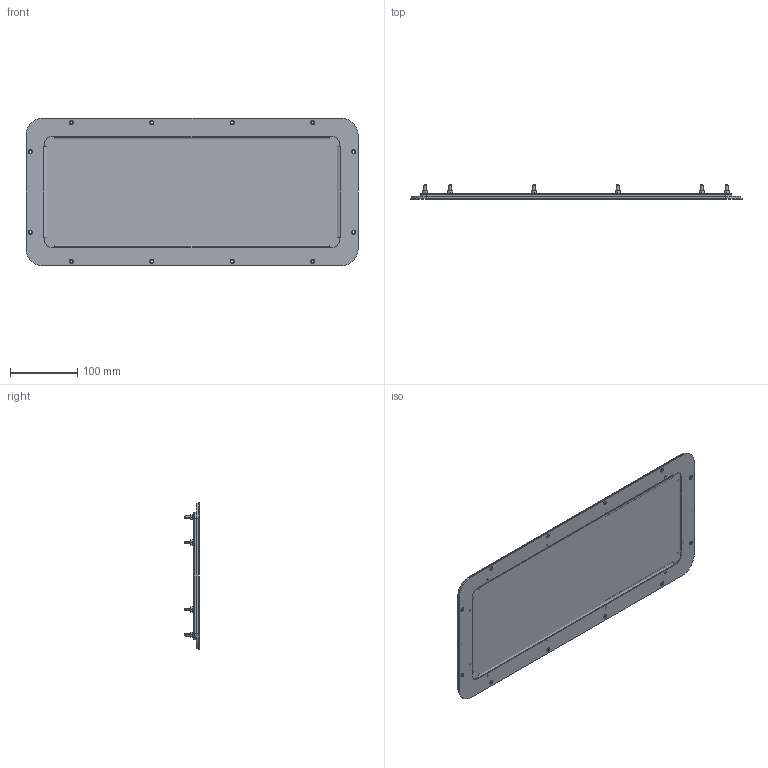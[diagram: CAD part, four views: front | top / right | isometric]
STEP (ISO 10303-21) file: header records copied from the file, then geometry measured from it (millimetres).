
FILE_DESCRIPTION(('STEP AP242'),'1');
FILE_NAME('nsytlgme.stp','2020-10-22T08:01:31',('TraceParts'),('TraceParts S.A.'),'Spatial InterOp 3D',' ',' ');
FILE_SCHEMA(('AP242_MANAGED_MODEL_BASED_3D_ENGINEERING_MIM_LF {1 0 10303 442 1 1 4}'));
Length unit declared in the file: millimetre
Products named in the file (1): nsytlgme_1
Bounding box: 495 x 21.5 x 220 mm (x, y, z)
Volume: 597327.3 mm3; surface area: 367399.8 mm2
Topology: 28 solids, 28 shells, 704 faces, 1724 edges, 1076 vertices
Faces by surface type: cylinder 360, plane 200, torus 96, cone 48
Entity records: 21143 total; most frequent: DIRECTION 4076, CARTESIAN_POINT 3508, ORIENTED_EDGE 3400, EDGE_CURVE 1700, AXIS2_PLACEMENT_3D 1644, VERTEX_POINT 1076, CIRCLE 912, EDGE_LOOP 858
